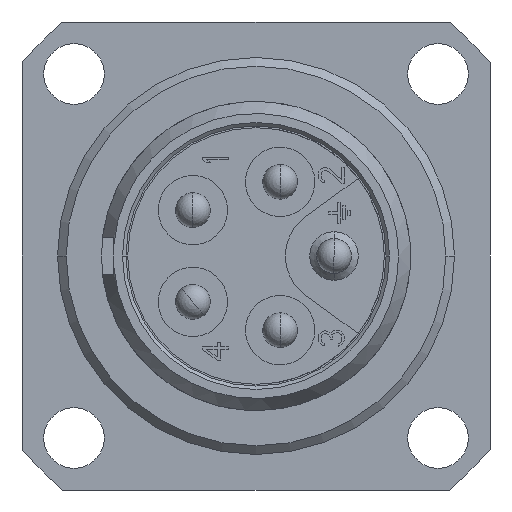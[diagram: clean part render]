
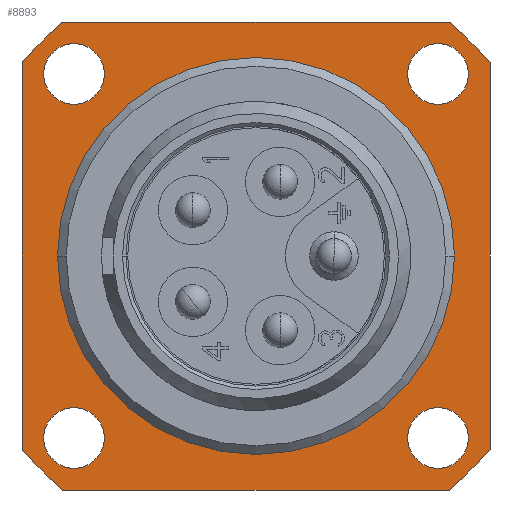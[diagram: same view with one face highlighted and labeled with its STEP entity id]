
A CAD part, left-side view. The second image highlights one B-rep face of the part: STEP entity #8893.
In plain terms, the highlighted planar face has unit normal (-1, 0, 0).
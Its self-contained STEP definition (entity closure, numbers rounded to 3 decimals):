
#299=CARTESIAN_POINT('',(0.7,0.,0.));
#300=DIRECTION('',(1.,0.,0.));
#301=DIRECTION('',(0.,1.,0.));
#302=AXIS2_PLACEMENT_3D('',#299,#300,#301);
#312=CARTESIAN_POINT('',(0.7,0.,0.));
#313=DIRECTION('',(1.,0.,0.));
#314=DIRECTION('',(0.,-1.,0.));
#315=AXIS2_PLACEMENT_3D('',#312,#313,#314);
#317=DIRECTION('',(0.,1.,0.));
#318=VECTOR('',#317,22.271);
#319=CARTESIAN_POINT('',(0.7,-11.136,13.5));
#320=LINE('817',#319,#318);
#321=CARTESIAN_POINT('',(0.7,0.,0.));
#322=DIRECTION('',(1.,0.,0.));
#323=DIRECTION('',(0.,-0.636,0.771));
#324=AXIS2_PLACEMENT_3D('',#321,#322,#323);
#326=DIRECTION('',(0.,0.,1.));
#327=VECTOR('',#326,22.271);
#328=CARTESIAN_POINT('',(0.7,-13.5,-11.136));
#329=LINE('818',#328,#327);
#330=CARTESIAN_POINT('',(0.7,0.,0.));
#331=DIRECTION('',(1.,0.,0.));
#332=DIRECTION('',(0.,-0.771,-0.636));
#333=AXIS2_PLACEMENT_3D('',#330,#331,#332);
#335=DIRECTION('',(0.,-1.,0.));
#336=VECTOR('',#335,22.271);
#337=CARTESIAN_POINT('',(0.7,11.136,-13.5));
#338=LINE('819',#337,#336);
#339=CARTESIAN_POINT('',(0.7,0.,0.));
#340=DIRECTION('',(1.,0.,0.));
#341=DIRECTION('',(0.,0.636,-0.771));
#342=AXIS2_PLACEMENT_3D('',#339,#340,#341);
#344=DIRECTION('',(0.,0.,-1.));
#345=VECTOR('',#344,22.271);
#346=CARTESIAN_POINT('',(0.7,13.5,11.136));
#347=LINE('820',#346,#345);
#348=CARTESIAN_POINT('',(0.7,0.,0.));
#349=DIRECTION('',(1.,0.,0.));
#350=DIRECTION('',(0.,0.771,0.636));
#351=AXIS2_PLACEMENT_3D('',#348,#349,#350);
#353=CARTESIAN_POINT('',(0.7,10.5,-10.5));
#354=DIRECTION('',(-1.,0.,0.));
#355=DIRECTION('',(0.,0.,-1.));
#356=AXIS2_PLACEMENT_3D('',#353,#354,#355);
#358=CARTESIAN_POINT('',(0.7,10.5,-10.5));
#359=DIRECTION('',(-1.,0.,0.));
#360=DIRECTION('',(0.,0.,1.));
#361=AXIS2_PLACEMENT_3D('',#358,#359,#360);
#363=CARTESIAN_POINT('',(0.7,10.5,10.5));
#364=DIRECTION('',(-1.,0.,0.));
#365=DIRECTION('',(0.,0.,-1.));
#366=AXIS2_PLACEMENT_3D('',#363,#364,#365);
#368=CARTESIAN_POINT('',(0.7,10.5,10.5));
#369=DIRECTION('',(-1.,0.,0.));
#370=DIRECTION('',(0.,0.,1.));
#371=AXIS2_PLACEMENT_3D('',#368,#369,#370);
#373=CARTESIAN_POINT('',(0.7,-10.5,-10.5));
#374=DIRECTION('',(-1.,0.,0.));
#375=DIRECTION('',(0.,0.,-1.));
#376=AXIS2_PLACEMENT_3D('',#373,#374,#375);
#378=CARTESIAN_POINT('',(0.7,-10.5,-10.5));
#379=DIRECTION('',(-1.,0.,0.));
#380=DIRECTION('',(0.,0.,1.));
#381=AXIS2_PLACEMENT_3D('',#378,#379,#380);
#383=CARTESIAN_POINT('',(0.7,-10.5,10.5));
#384=DIRECTION('',(-1.,0.,0.));
#385=DIRECTION('',(0.,0.,-1.));
#386=AXIS2_PLACEMENT_3D('',#383,#384,#385);
#388=CARTESIAN_POINT('',(0.7,-10.5,10.5));
#389=DIRECTION('',(-1.,0.,0.));
#390=DIRECTION('',(0.,0.,1.));
#391=AXIS2_PLACEMENT_3D('',#388,#389,#390);
#6870=CARTESIAN_POINT('',(0.7,11.45,0.));
#6871=VERTEX_POINT('',#6870);
#6872=CARTESIAN_POINT('',(0.7,-11.45,0.));
#6873=VERTEX_POINT('',#6872);
#6890=CARTESIAN_POINT('',(0.7,10.5,-12.25));
#6891=CARTESIAN_POINT('',(0.7,10.5,-8.75));
#6892=VERTEX_POINT('',#6890);
#6893=VERTEX_POINT('',#6891);
#6894=CARTESIAN_POINT('',(0.7,10.5,8.75));
#6895=CARTESIAN_POINT('',(0.7,10.5,12.25));
#6896=VERTEX_POINT('',#6894);
#6897=VERTEX_POINT('',#6895);
#6898=CARTESIAN_POINT('',(0.7,-10.5,-12.25));
#6899=CARTESIAN_POINT('',(0.7,-10.5,-8.75));
#6900=VERTEX_POINT('',#6898);
#6901=VERTEX_POINT('',#6899);
#6902=CARTESIAN_POINT('',(0.7,-10.5,8.75));
#6903=CARTESIAN_POINT('',(0.7,-10.5,12.25));
#6904=VERTEX_POINT('',#6902);
#6905=VERTEX_POINT('',#6903);
#7008=CARTESIAN_POINT('',(0.7,-11.136,13.5));
#7009=CARTESIAN_POINT('',(0.7,11.136,13.5));
#7010=VERTEX_POINT('',#7008);
#7011=VERTEX_POINT('',#7009);
#7012=CARTESIAN_POINT('',(0.7,-13.5,-11.136));
#7013=CARTESIAN_POINT('',(0.7,-13.5,11.136));
#7014=VERTEX_POINT('',#7012);
#7015=VERTEX_POINT('',#7013);
#7016=CARTESIAN_POINT('',(0.7,11.136,-13.5));
#7017=CARTESIAN_POINT('',(0.7,-11.136,-13.5));
#7018=VERTEX_POINT('',#7016);
#7019=VERTEX_POINT('',#7017);
#7020=CARTESIAN_POINT('',(0.7,13.5,11.136));
#7021=CARTESIAN_POINT('',(0.7,13.5,-11.136));
#7022=VERTEX_POINT('',#7020);
#7023=VERTEX_POINT('',#7021);
#8842=CARTESIAN_POINT('',(0.7,0.,0.));
#8843=DIRECTION('',(1.,0.,0.));
#8844=DIRECTION('',(0.,0.,-1.));
#8845=AXIS2_PLACEMENT_3D('',#8842,#8843,#8844);
#8846=PLANE('287',#8845);
#8848=ORIENTED_EDGE('817',*,*,#8847,.F.);
#8850=ORIENTED_EDGE('875',*,*,#8849,.T.);
#8852=ORIENTED_EDGE('818',*,*,#8851,.F.);
#8854=ORIENTED_EDGE('874',*,*,#8853,.T.);
#8856=ORIENTED_EDGE('819',*,*,#8855,.F.);
#8858=ORIENTED_EDGE('873',*,*,#8857,.T.);
#8860=ORIENTED_EDGE('820',*,*,#8859,.F.);
#8862=ORIENTED_EDGE('862',*,*,#8861,.T.);
#8863=EDGE_LOOP('287',(#8848,#8850,#8852,#8854,#8856,#8858,#8860,#8862));
#8864=FACE_OUTER_BOUND('287',#8863,.F.);
#8866=ORIENTED_EDGE('733',*,*,#8865,.T.);
#8868=ORIENTED_EDGE('734',*,*,#8867,.T.);
#8869=EDGE_LOOP('287',(#8866,#8868));
#8870=FACE_BOUND('287',#8869,.F.);
#8872=ORIENTED_EDGE('735',*,*,#8871,.T.);
#8874=ORIENTED_EDGE('736',*,*,#8873,.T.);
#8875=EDGE_LOOP('287',(#8872,#8874));
#8876=FACE_BOUND('287',#8875,.F.);
#8878=ORIENTED_EDGE('737',*,*,#8877,.T.);
#8880=ORIENTED_EDGE('738',*,*,#8879,.T.);
#8881=EDGE_LOOP('287',(#8878,#8880));
#8882=FACE_BOUND('287',#8881,.F.);
#8884=ORIENTED_EDGE('739',*,*,#8883,.T.);
#8886=ORIENTED_EDGE('740',*,*,#8885,.T.);
#8887=EDGE_LOOP('287',(#8884,#8886));
#8888=FACE_BOUND('287',#8887,.F.);
#8889=ORIENTED_EDGE('723',*,*,#8807,.F.);
#8890=ORIENTED_EDGE('724',*,*,#8830,.F.);
#8891=EDGE_LOOP('287',(#8889,#8890));
#8892=FACE_BOUND('287',#8891,.F.);
#303=CIRCLE('723',#302,11.45);
#316=CIRCLE('724',#315,11.45);
#325=CIRCLE('875',#324,17.5);
#334=CIRCLE('874',#333,17.5);
#343=CIRCLE('873',#342,17.5);
#352=CIRCLE('862',#351,17.5);
#357=CIRCLE('733',#356,1.75);
#362=CIRCLE('734',#361,1.75);
#367=CIRCLE('735',#366,1.75);
#372=CIRCLE('736',#371,1.75);
#377=CIRCLE('737',#376,1.75);
#382=CIRCLE('738',#381,1.75);
#387=CIRCLE('739',#386,1.75);
#392=CIRCLE('740',#391,1.75);
#8807=EDGE_CURVE('723',#6871,#6873,#303,.T.);
#8830=EDGE_CURVE('724',#6873,#6871,#316,.T.);
#8847=EDGE_CURVE('817',#7010,#7011,#320,.T.);
#8849=EDGE_CURVE('875',#7010,#7015,#325,.T.);
#8851=EDGE_CURVE('818',#7014,#7015,#329,.T.);
#8853=EDGE_CURVE('874',#7014,#7019,#334,.T.);
#8855=EDGE_CURVE('819',#7018,#7019,#338,.T.);
#8857=EDGE_CURVE('873',#7018,#7023,#343,.T.);
#8859=EDGE_CURVE('820',#7022,#7023,#347,.T.);
#8861=EDGE_CURVE('862',#7022,#7011,#352,.T.);
#8865=EDGE_CURVE('733',#6892,#6893,#357,.T.);
#8867=EDGE_CURVE('734',#6893,#6892,#362,.T.);
#8871=EDGE_CURVE('735',#6896,#6897,#367,.T.);
#8873=EDGE_CURVE('736',#6897,#6896,#372,.T.);
#8877=EDGE_CURVE('737',#6900,#6901,#377,.T.);
#8879=EDGE_CURVE('738',#6901,#6900,#382,.T.);
#8883=EDGE_CURVE('739',#6904,#6905,#387,.T.);
#8885=EDGE_CURVE('740',#6905,#6904,#392,.T.);
#8893=ADVANCED_FACE('287',(#8864,#8870,#8876,#8882,#8888,#8892),#8846,.F.);
